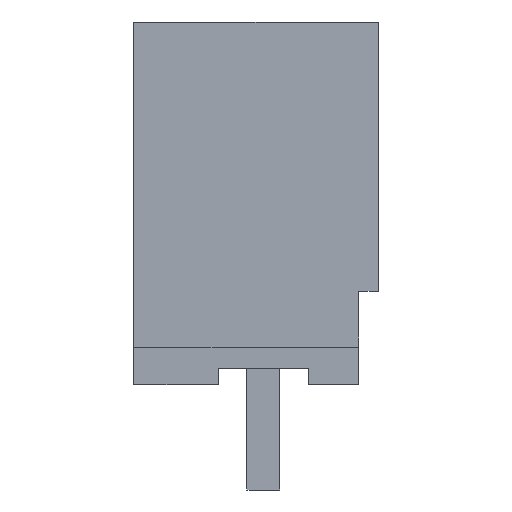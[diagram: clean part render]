
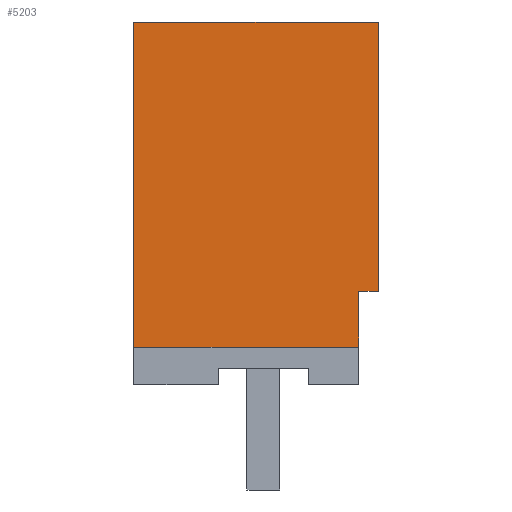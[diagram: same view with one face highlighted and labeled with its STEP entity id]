
A CAD part, left-side view. The second image highlights one B-rep face of the part: STEP entity #5203.
In plain terms, the highlighted planar face has unit normal (-1, 0, 0).
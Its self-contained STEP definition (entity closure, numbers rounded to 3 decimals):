
#5174=AXIS2_PLACEMENT_3D('Plane Axis2P3D',#5171,#5172,#5173) ;
#234=CARTESIAN_POINT('Vertex',(0.,7.45,4.35)) ;
#237=CARTESIAN_POINT('Line Origine',(0.,7.45,9.3)) ;
#241=CARTESIAN_POINT('Vertex',(0.,7.45,14.25)) ;
#3879=CARTESIAN_POINT('Vertex',(0.,0.6,6.05)) ;
#3882=CARTESIAN_POINT('Line Origine',(0.,0.6,5.2)) ;
#3886=CARTESIAN_POINT('Vertex',(0.,0.6,4.35)) ;
#4900=CARTESIAN_POINT('Line Origine',(0.,4.025,4.35)) ;
#5171=CARTESIAN_POINT('Axis2P3D Location',(0.,7.45,14.25)) ;
#5176=CARTESIAN_POINT('Line Origine',(0.,0.,10.15)) ;
#5180=CARTESIAN_POINT('Vertex',(0.,0.,14.25)) ;
#5182=CARTESIAN_POINT('Vertex',(0.,0.,6.05)) ;
#5185=CARTESIAN_POINT('Line Origine',(0.,3.725,14.25)) ;
#5190=CARTESIAN_POINT('Line Origine',(0.,0.3,6.05)) ;
#238=DIRECTION('Vector Direction',(0.,0.,-1.)) ;
#3883=DIRECTION('Vector Direction',(0.,0.,1.)) ;
#4901=DIRECTION('Vector Direction',(0.,-1.,0.)) ;
#5172=DIRECTION('Axis2P3D Direction',(-1.,0.,0.)) ;
#5173=DIRECTION('Axis2P3D XDirection',(0.,0.,1.)) ;
#5177=DIRECTION('Vector Direction',(0.,0.,-1.)) ;
#5186=DIRECTION('Vector Direction',(0.,-1.,0.)) ;
#5191=DIRECTION('Vector Direction',(0.,1.,0.)) ;
#239=VECTOR('Line Direction',#238,1.) ;
#3884=VECTOR('Line Direction',#3883,1.) ;
#4902=VECTOR('Line Direction',#4901,1.) ;
#5178=VECTOR('Line Direction',#5177,1.) ;
#5187=VECTOR('Line Direction',#5186,1.) ;
#5192=VECTOR('Line Direction',#5191,1.) ;
#5196=ORIENTED_EDGE('',*,*,#5184,.F.) ;
#5197=ORIENTED_EDGE('',*,*,#5189,.F.) ;
#5198=ORIENTED_EDGE('',*,*,#243,.T.) ;
#5199=ORIENTED_EDGE('',*,*,#4904,.T.) ;
#5200=ORIENTED_EDGE('',*,*,#3888,.T.) ;
#5201=ORIENTED_EDGE('',*,*,#5194,.F.) ;
#5203=ADVANCED_FACE('HOUSING',(#5202),#5175,.T.) ;
#243=EDGE_CURVE('',#242,#235,#240,.T.) ;
#3888=EDGE_CURVE('',#3887,#3880,#3885,.T.) ;
#4904=EDGE_CURVE('',#235,#3887,#4903,.T.) ;
#5184=EDGE_CURVE('',#5181,#5183,#5179,.T.) ;
#5189=EDGE_CURVE('',#242,#5181,#5188,.T.) ;
#5194=EDGE_CURVE('',#5183,#3880,#5193,.T.) ;
#5195=EDGE_LOOP('',(#5196,#5197,#5198,#5199,#5200,#5201)) ;
#5202=FACE_OUTER_BOUND('',#5195,.T.) ;
#240=LINE('Line',#237,#239) ;
#3885=LINE('Line',#3882,#3884) ;
#4903=LINE('Line',#4900,#4902) ;
#5179=LINE('Line',#5176,#5178) ;
#5188=LINE('Line',#5185,#5187) ;
#5193=LINE('Line',#5190,#5192) ;
#5175=PLANE('',#5174) ;
#235=VERTEX_POINT('',#234) ;
#242=VERTEX_POINT('',#241) ;
#3880=VERTEX_POINT('',#3879) ;
#3887=VERTEX_POINT('',#3886) ;
#5181=VERTEX_POINT('',#5180) ;
#5183=VERTEX_POINT('',#5182) ;
